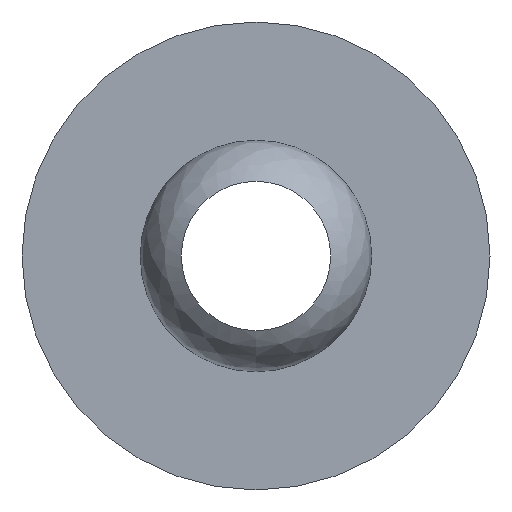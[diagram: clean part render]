
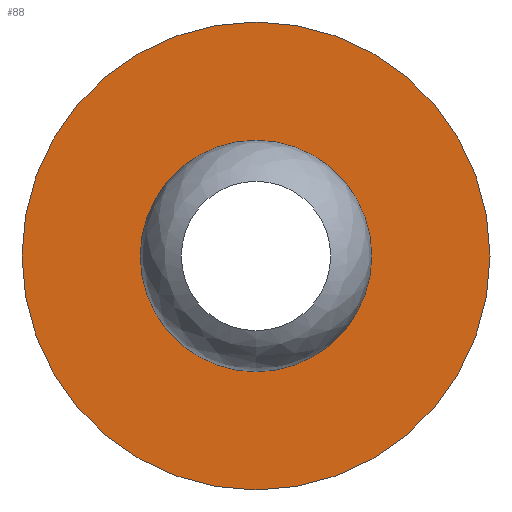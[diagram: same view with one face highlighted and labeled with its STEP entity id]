
A CAD part, front view. The second image highlights one B-rep face of the part: STEP entity #88.
In plain terms, the highlighted planar face has unit normal (0, -1, 0).
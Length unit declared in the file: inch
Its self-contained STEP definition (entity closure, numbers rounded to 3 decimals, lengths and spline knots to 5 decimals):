
#17=PLANE($,#99);
#19=FACE_BOUND($,#29,.T.);
#22=FACE_OUTER_BOUND($,#28,.T.);
#28=EDGE_LOOP($,(#66,#67));
#29=EDGE_LOOP($,(#68));
#36=CIRCLE($,#98,0.0465);
#37=CIRCLE($,#100,0.094);
#38=CIRCLE($,#101,0.094);
#45=VERTEX_POINT($,#139);
#46=VERTEX_POINT($,#142);
#47=VERTEX_POINT($,#143);
#54=EDGE_CURVE($,#45,#45,#36,.T.);
#55=EDGE_CURVE($,#46,#47,#37,.T.);
#56=EDGE_CURVE($,#47,#46,#38,.T.);
#66=ORIENTED_EDGE($,*,*,#55,.T.);
#67=ORIENTED_EDGE($,*,*,#56,.T.);
#68=ORIENTED_EDGE($,*,*,#54,.F.);
#88=ADVANCED_FACE($,(#22,#19),#17,.T.);
#98=AXIS2_PLACEMENT_3D($,#140,#115,#116);
#99=AXIS2_PLACEMENT_3D($,#141,#117,#118);
#100=AXIS2_PLACEMENT_3D($,#144,#119,#120);
#101=AXIS2_PLACEMENT_3D($,#145,#121,#122);
#115=DIRECTION('center_axis',(0.,-1.,0.));
#116=DIRECTION('ref_axis',(1.,0.,0.));
#117=DIRECTION('center_axis',(0.,-1.,0.));
#118=DIRECTION('ref_axis',(-1.,0.,0.));
#119=DIRECTION('center_axis',(0.,-1.,0.));
#120=DIRECTION('ref_axis',(1.,0.,0.));
#121=DIRECTION('center_axis',(0.,-1.,0.));
#122=DIRECTION('ref_axis',(1.,0.,0.));
#139=CARTESIAN_POINT('',(-0.0465,0.,0.));
#140=CARTESIAN_POINT('Origin',(0.,0.,0.));
#141=CARTESIAN_POINT('Origin',(0.,0.,0.));
#142=CARTESIAN_POINT('',(0.094,0.,0.));
#143=CARTESIAN_POINT('',(0.,0.,-0.094));
#144=CARTESIAN_POINT('Origin',(0.,0.,0.));
#145=CARTESIAN_POINT('Origin',(0.,0.,0.));
